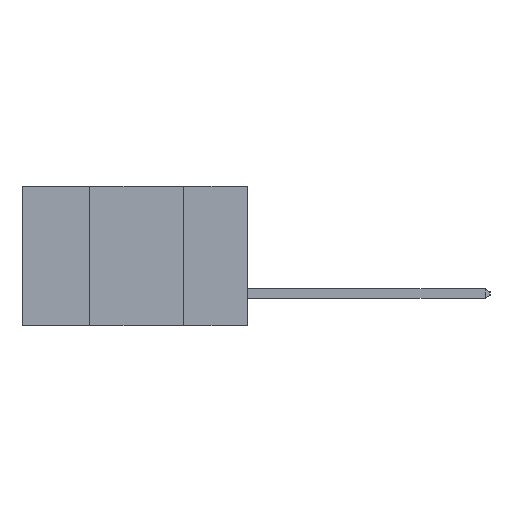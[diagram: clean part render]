
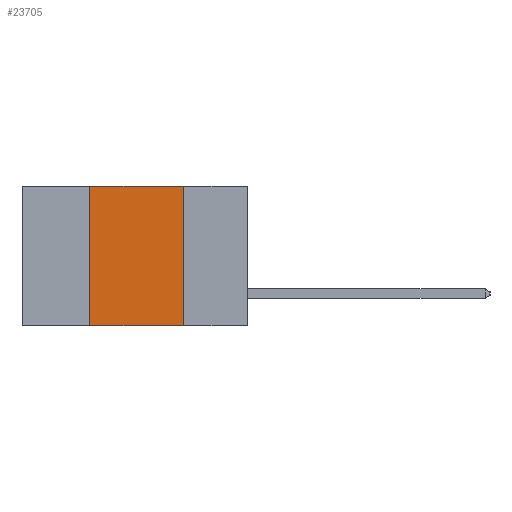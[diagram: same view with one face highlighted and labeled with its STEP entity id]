
A CAD part, left-side view. The second image highlights one B-rep face of the part: STEP entity #23705.
In plain terms, the highlighted planar face has unit normal (-1, 0, 0).
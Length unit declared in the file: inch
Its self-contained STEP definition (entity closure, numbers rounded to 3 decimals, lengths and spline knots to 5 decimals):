
#378 = EDGE_CURVE ( 'NONE', #12009, #8624, #7144, .T. ) ;
#511 = VECTOR ( 'NONE', #19889, 39.37008 ) ;
#972 = VECTOR ( 'NONE', #18219, 39.37008 ) ;
#974 = ORIENTED_EDGE ( 'NONE', *, *, #23507, .F. ) ;
#2184 = ORIENTED_EDGE ( 'NONE', *, *, #10533, .F. ) ;
#3907 = CARTESIAN_POINT ( 'NONE',  ( 0., 0.6, -0.37 ) ) ;
#3929 = ORIENTED_EDGE ( 'NONE', *, *, #22841, .F. ) ;
#3932 = DIRECTION ( 'NONE',  ( 0., -1., 0. ) ) ;
#4459 = ORIENTED_EDGE ( 'NONE', *, *, #378, .T. ) ;
#4515 = PLANE ( 'NONE',  #17413 ) ;
#5132 = CARTESIAN_POINT ( 'NONE',  ( 0., 0.42, 0. ) ) ;
#6149 = CARTESIAN_POINT ( 'NONE',  ( 0., 0.42, 0. ) ) ;
#7070 = VERTEX_POINT ( 'NONE', #5132 ) ;
#7135 = CARTESIAN_POINT ( 'NONE',  ( 0., 0.42, -0.37 ) ) ;
#7144 = LINE ( 'NONE', #3907, #21085 ) ;
#7384 = LINE ( 'NONE', #6149, #972 ) ;
#7844 = CARTESIAN_POINT ( 'NONE',  ( 0., 0.17, 0. ) ) ;
#8135 = CARTESIAN_POINT ( 'NONE',  ( 0., 0.17, -0.37 ) ) ;
#8558 = FACE_OUTER_BOUND ( 'NONE', #22072, .T. ) ;
#8597 = DIRECTION ( 'NONE',  ( 1., 0., 0. ) ) ;
#8624 = VERTEX_POINT ( 'NONE', #8135 ) ;
#10533 = EDGE_CURVE ( 'NONE', #12009, #7070, #7384, .T. ) ;
#12009 = VERTEX_POINT ( 'NONE', #7135 ) ;
#13536 = CARTESIAN_POINT ( 'NONE',  ( 0., 0.17, 0. ) ) ;
#16719 = LINE ( 'NONE', #17974, #511 ) ;
#17413 = AXIS2_PLACEMENT_3D ( 'NONE', #20460, #8597, #22366 ) ;
#17974 = CARTESIAN_POINT ( 'NONE',  ( 0., 0.6, 0. ) ) ;
#18219 = DIRECTION ( 'NONE',  ( 0., 0., 1. ) ) ;
#18298 = VECTOR ( 'NONE', #19758, 39.37008 ) ;
#18712 = VERTEX_POINT ( 'NONE', #13536 ) ;
#19758 = DIRECTION ( 'NONE',  ( 0., 0., -1. ) ) ;
#19889 = DIRECTION ( 'NONE',  ( 0., -1., 0. ) ) ;
#20460 = CARTESIAN_POINT ( 'NONE',  ( 0., 0.6, 0. ) ) ;
#21085 = VECTOR ( 'NONE', #3932, 39.37008 ) ;
#22072 = EDGE_LOOP ( 'NONE', ( #3929, #974, #2184, #4459 ) ) ;
#22366 = DIRECTION ( 'NONE',  ( 0., 0., -1. ) ) ;
#22841 = EDGE_CURVE ( 'NONE', #18712, #8624, #23393, .T. ) ;
#23393 = LINE ( 'NONE', #7844, #18298 ) ;
#23507 = EDGE_CURVE ( 'NONE', #7070, #18712, #16719, .T. ) ;
#23705 = ADVANCED_FACE ( 'NONE', ( #8558 ), #4515, .F. ) ;
